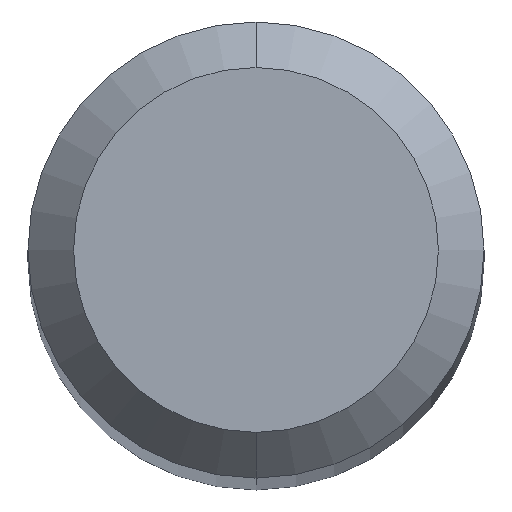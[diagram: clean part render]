
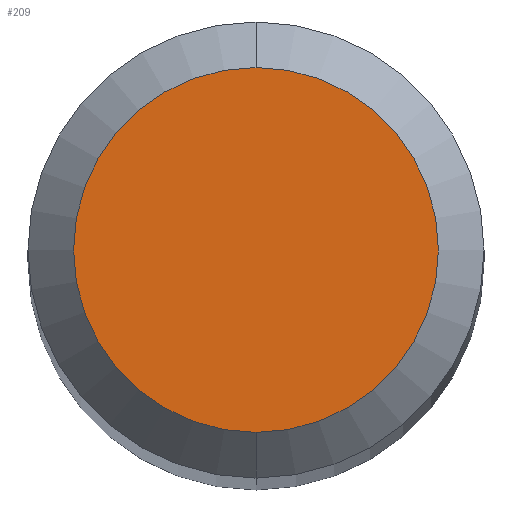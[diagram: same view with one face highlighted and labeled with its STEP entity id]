
A CAD part, top view. The second image highlights one B-rep face of the part: STEP entity #209.
In plain terms, the highlighted planar face has unit normal (0, 0, 1).
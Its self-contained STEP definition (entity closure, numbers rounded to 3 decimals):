
#197=EDGE_CURVE('',#289,#417,#508,.T.);
#209=ADVANCED_FACE('',(#521),#522,.T.);
#283=EDGE_CURVE('',#417,#289,#602,.T.);
#289=VERTEX_POINT('',#609);
#417=VERTEX_POINT('',#753);
#508=CIRCLE('',#853,1.2);
#521=FACE_OUTER_BOUND('',#870,.T.);
#522=PLANE('',#871);
#602=CIRCLE('',#1096,1.2);
#609=CARTESIAN_POINT('',(0.,-1.2,0.0));
#753=CARTESIAN_POINT('',(0.0,1.2,0.0));
#853=AXIS2_PLACEMENT_3D('',#1481,#1482,#1483);
#870=EDGE_LOOP('',(#1503,#1504));
#871=AXIS2_PLACEMENT_3D('',#1505,#1506,#1507);
#1096=AXIS2_PLACEMENT_3D('',#1578,#1579,#1580);
#1481=CARTESIAN_POINT('',(0.0,0.0,0.0));
#1482=DIRECTION('',(0.0,0.0,-1.0));
#1483=DIRECTION('',(0.0,1.0,0.0));
#1503=ORIENTED_EDGE('',*,*,#283,.F.);
#1504=ORIENTED_EDGE('',*,*,#197,.F.);
#1505=CARTESIAN_POINT('',(0.0,0.6,0.0));
#1506=DIRECTION('',(-0.0,0.0,1.0));
#1507=DIRECTION('',(0.0,-1.0,0.0));
#1578=CARTESIAN_POINT('',(0.0,0.0,0.0));
#1579=DIRECTION('',(0.0,0.0,-1.0));
#1580=DIRECTION('',(0.0,1.0,0.0));
